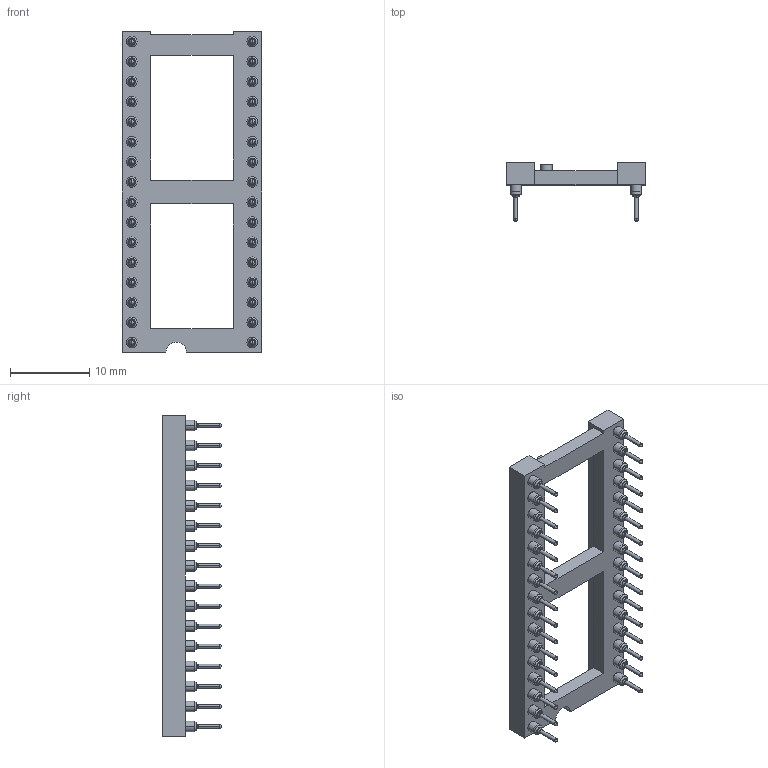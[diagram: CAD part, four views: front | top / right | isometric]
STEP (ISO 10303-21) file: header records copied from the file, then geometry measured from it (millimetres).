
FILE_DESCRIPTION(('STEP AP214'),'1');
FILE_NAME('dil_socket_110-87-632-41-001101.stp','2014-11-06T08:05:03',('TraceParts'),('TraceParts S.A.'),'Spatial InterOp 3D',' ',' ');
FILE_SCHEMA(('automotive_design'));
Length unit declared in the file: millimetre
Products named in the file (1): 1
Bounding box: 17.7 x 7.37 x 40.6 mm (x, y, z)
Volume: 965.7 mm3; surface area: 2240.7 mm2
Topology: 1 solids, 1 shells, 1152 faces, 2608 edges, 1490 vertices
Faces by surface type: cone 640, cylinder 197, torus 192, plane 123
Entity records: 40702 total; most frequent: DIRECTION 6364, CARTESIAN_POINT 5123, ORIENTED_EDGE 4960, AXIS2_PLACEMENT_3D 2731, EDGE_CURVE 2480, CIRCLE 1578, VERTEX_POINT 1490, EDGE_LOOP 1316
